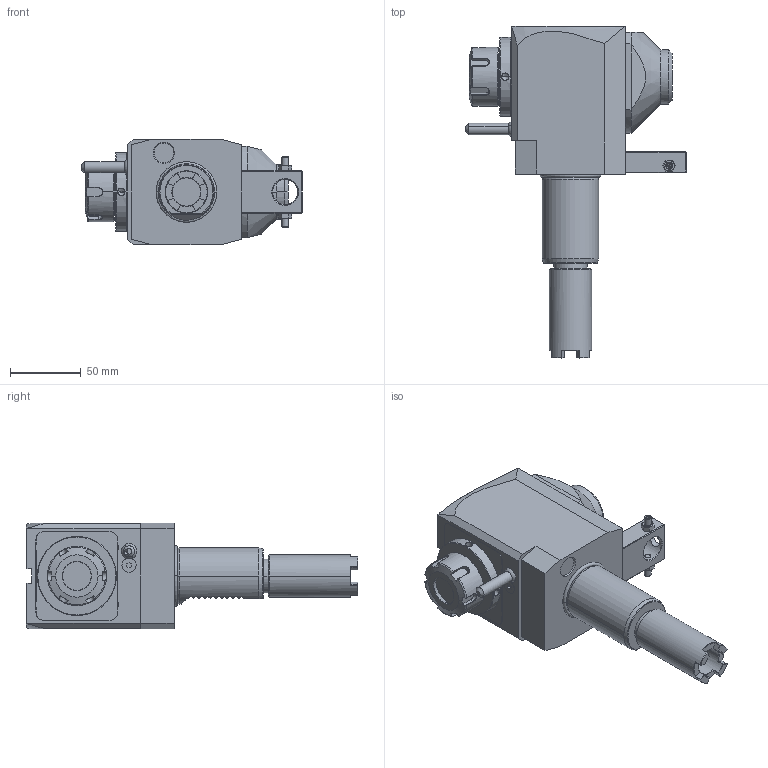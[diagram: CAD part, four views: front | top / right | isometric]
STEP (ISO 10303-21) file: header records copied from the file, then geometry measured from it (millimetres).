
FILE_DESCRIPTION((''),'2;1');
FILE_NAME('NGT1_40_251_25_3_2_69C','2022-02-15T',('vali'),('NOVA GRUP'),'PRO/ENGINEER BY PARAMETRIC TECHNOLOGY CORPORATION, 2010280','PRO/ENGINEER BY PARAMETRIC TECHNOLOGY CORPORATION, 2010280','');
FILE_SCHEMA(('CONFIG_CONTROL_DESIGN'));
Length unit declared in the file: millimetre
Products named in the file (1): NGT1_40_251_25_3_2_69C
Bounding box: 156.14 x 235.25 x 75 mm (x, y, z)
Volume: 876661.9 mm3; surface area: 77535.9 mm2
Topology: 1 solids, 1 shells, 471 faces, 1195 edges, 731 vertices
Faces by surface type: plane 220, cone 91, cylinder 89, bspline 54, torus 13, extrusion 2, sphere 2
Entity records: 19853 total; most frequent: CARTESIAN_POINT 9257, ORIENTED_EDGE 2350, DIRECTION 1913, EDGE_CURVE 1175, VERTEX_POINT 731, AXIS2_PLACEMENT_3D 655, VECTOR 603, LINE 601
